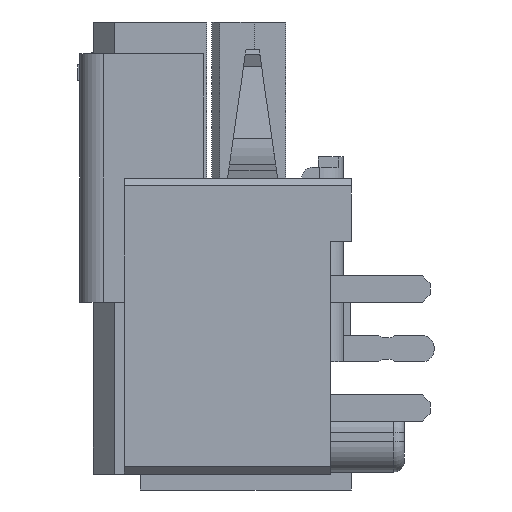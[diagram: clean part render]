
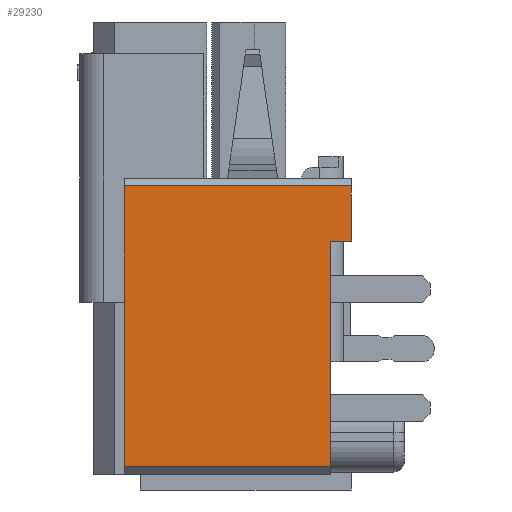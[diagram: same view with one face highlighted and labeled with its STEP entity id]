
A CAD part, left-side view. The second image highlights one B-rep face of the part: STEP entity #29230.
In plain terms, the highlighted planar face has unit normal (-1, 0, 0).
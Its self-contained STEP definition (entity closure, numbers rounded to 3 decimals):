
#8159=ORIENTED_EDGE('',*,*,#10447,.T.);
#8160=ORIENTED_EDGE('',*,*,#12536,.F.);
#8161=ORIENTED_EDGE('',*,*,#12537,.T.);
#8162=ORIENTED_EDGE('',*,*,#12538,.F.);
#8163=ORIENTED_EDGE('',*,*,#12528,.F.);
#8164=ORIENTED_EDGE('',*,*,#12535,.T.);
#10447=EDGE_CURVE('',#14076,#14075,#17267,.T.);
#12528=EDGE_CURVE('',#15260,#15261,#19282,.T.);
#12535=EDGE_CURVE('',#15260,#14076,#19289,.T.);
#12536=EDGE_CURVE('',#15266,#14075,#19290,.T.);
#12537=EDGE_CURVE('',#15266,#15267,#19291,.T.);
#12538=EDGE_CURVE('',#15261,#15267,#19292,.T.);
#14075=VERTEX_POINT('',#48838);
#14076=VERTEX_POINT('',#48840);
#15260=VERTEX_POINT('',#52886);
#15261=VERTEX_POINT('',#52888);
#15266=VERTEX_POINT('',#52904);
#15267=VERTEX_POINT('',#52906);
#17267=LINE('',#48839,#21352);
#19282=LINE('',#52887,#23367);
#19289=LINE('',#52901,#23374);
#19290=LINE('',#52903,#23375);
#19291=LINE('',#52905,#23376);
#19292=LINE('',#52907,#23377);
#21352=VECTOR('',#40865,1000.);
#23367=VECTOR('',#44576,1000.);
#23374=VECTOR('',#44587,1000.);
#23375=VECTOR('',#44590,1000.);
#23376=VECTOR('',#44591,1000.);
#23377=VECTOR('',#44592,1000.);
#24885=EDGE_LOOP('',(#8159,#8160,#8161,#8162,#8163,#8164));
#26352=FACE_BOUND('',#24885,.T.);
#27772=PLANE('',#37603);
#29230=ADVANCED_FACE('',(#26352),#27772,.F.);
#37603=AXIS2_PLACEMENT_3D('',#52902,#44588,#44589);
#40865=DIRECTION('',(0.,0.,1.));
#44576=DIRECTION('',(0.,0.,1.));
#44587=DIRECTION('',(0.,-1.,0.));
#44588=DIRECTION('',(1.,0.,0.));
#44589=DIRECTION('',(0.,0.,-1.));
#44590=DIRECTION('',(0.,1.,0.));
#44591=DIRECTION('',(0.,0.,1.));
#44592=DIRECTION('',(0.,-1.,0.));
#48838=CARTESIAN_POINT('',(-8.85,-2.24,1.15));
#48839=CARTESIAN_POINT('',(-8.85,-2.24,-3.1));
#48840=CARTESIAN_POINT('',(-8.85,-2.24,-3.1));
#52886=CARTESIAN_POINT('',(-8.85,1.66,-3.1));
#52887=CARTESIAN_POINT('',(-8.85,1.66,-3.1));
#52888=CARTESIAN_POINT('',(-8.85,1.66,2.2));
#52901=CARTESIAN_POINT('',(-8.85,1.66,-3.1));
#52902=CARTESIAN_POINT('',(-8.85,1.66,-3.1));
#52903=CARTESIAN_POINT('',(-8.85,-2.64,1.15));
#52904=CARTESIAN_POINT('',(-8.85,-2.64,1.15));
#52905=CARTESIAN_POINT('',(-8.85,-2.64,1.15));
#52906=CARTESIAN_POINT('',(-8.85,-2.64,2.2));
#52907=CARTESIAN_POINT('',(-8.85,1.66,2.2));
